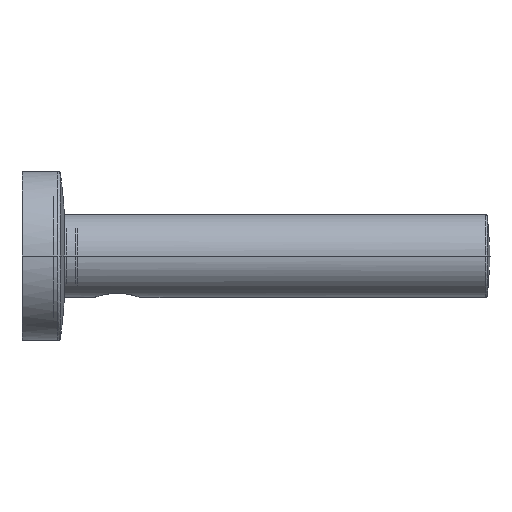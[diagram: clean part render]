
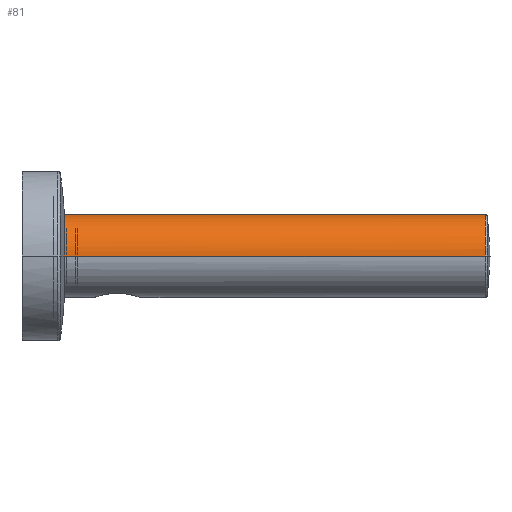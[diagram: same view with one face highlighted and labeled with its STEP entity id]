
A CAD part, left-side view. The second image highlights one B-rep face of the part: STEP entity #81.
In plain terms, the highlighted cylindrical face has radius 11 mm (diameter 22 mm), a partial arc.
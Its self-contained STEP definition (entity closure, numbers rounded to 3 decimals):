
#81=ADVANCED_FACE('',(#217),#1668,.T.);
#217=FACE_OUTER_BOUND('',#344,.T.);
#344=EDGE_LOOP('',(#544,#545,#546,#547,#548,#549,#550,#551));
#544=ORIENTED_EDGE('',*,*,#1006,.T.);
#545=ORIENTED_EDGE('',*,*,#1005,.T.);
#546=ORIENTED_EDGE('',*,*,#1018,.T.);
#547=ORIENTED_EDGE('',*,*,#1004,.T.);
#548=ORIENTED_EDGE('',*,*,#1003,.T.);
#549=ORIENTED_EDGE('',*,*,#1002,.T.);
#550=ORIENTED_EDGE('',*,*,#1001,.T.);
#551=ORIENTED_EDGE('',*,*,#1000,.T.);
#1000=EDGE_CURVE('',#1492,#1490,#1216,.T.);
#1001=EDGE_CURVE('',#1493,#1492,#1386,.T.);
#1002=EDGE_CURVE('',#1487,#1493,#1217,.T.);
#1003=EDGE_CURVE('',#1486,#1487,#1387,.T.);
#1004=EDGE_CURVE('',#1494,#1486,#1218,.T.);
#1005=EDGE_CURVE('',#1491,#1495,#1219,.T.);
#1006=EDGE_CURVE('',#1490,#1491,#1220,.T.);
#1018=EDGE_CURVE('',#1495,#1494,#1227,.T.);
#1216=B_SPLINE_CURVE_WITH_KNOTS('',1,(#3823,#3824),.UNSPECIFIED.,.F.,.F.,
(2,2),(-5.,0.),.UNSPECIFIED.);
#1217=B_SPLINE_CURVE_WITH_KNOTS('',1,(#3830,#3831),.UNSPECIFIED.,.F.,.F.,
(2,2),(-111.5,0.),.UNSPECIFIED.);
#1218=B_SPLINE_CURVE_WITH_KNOTS('',1,(#3837,#3838),.UNSPECIFIED.,.F.,.F.,
(2,2),(-33.5,0.),.UNSPECIFIED.);
#1219=B_SPLINE_CURVE_WITH_KNOTS('',1,(#3839,#3840),.UNSPECIFIED.,.F.,.F.,
(2,2),(-47.,0.),.UNSPECIFIED.);
#1220=B_SPLINE_CURVE_WITH_KNOTS('',3,(#3841,#3842,#3843,#3844,#3845,#3846,
#3847,#3848,#3849,#3850,#3851,#3852,#3853,#3854,#3855,#3856,#3857,#3858,
#3859,#3860),.UNSPECIFIED.,.F.,.F.,(4,1,1,1,1,1,1,1,1,1,1,1,1,1,1,1,1,4),
(0.,1.239,2.477,3.716,4.954,
6.193,7.431,8.67,9.908,11.147,
12.385,13.624,14.862,16.101,17.339,
18.578,19.816,21.055),.UNSPECIFIED.);
#1227=B_SPLINE_CURVE_WITH_KNOTS('',3,(#3934,#3935,#3936,#3937,#3938,#3939,
#3940,#3941,#3942,#3943,#3944,#3945,#3946,#3947,#3948,#3949,#3950,#3951,
#3952,#3953),.UNSPECIFIED.,.F.,.F.,(4,1,1,1,1,1,1,1,1,1,1,1,1,1,1,1,1,4),
(0.,1.239,2.477,3.716,4.954,
6.193,7.431,8.67,9.908,11.147,
12.385,13.624,14.862,16.101,17.339,
18.578,19.816,21.055),.UNSPECIFIED.);
#1386=(
BOUNDED_CURVE()
B_SPLINE_CURVE(2,(#3825,#3826,#3827,#3828,#3829),.UNSPECIFIED.,.F.,.F.)
B_SPLINE_CURVE_WITH_KNOTS((3,2,3),(-34.558,-17.279,
0.),.UNSPECIFIED.)
CURVE()
GEOMETRIC_REPRESENTATION_ITEM()
RATIONAL_B_SPLINE_CURVE((1.,0.707,1.,0.707,1.))
REPRESENTATION_ITEM('')
);
#1387=(
BOUNDED_CURVE()
B_SPLINE_CURVE(2,(#3832,#3833,#3834,#3835,#3836),.UNSPECIFIED.,.F.,.F.)
B_SPLINE_CURVE_WITH_KNOTS((3,2,3),(-34.558,-17.279,
0.),.UNSPECIFIED.)
CURVE()
GEOMETRIC_REPRESENTATION_ITEM()
RATIONAL_B_SPLINE_CURVE((1.,0.707,1.,0.707,1.))
REPRESENTATION_ITEM('')
);
#1486=VERTEX_POINT('',#3768);
#1487=VERTEX_POINT('',#3769);
#1490=VERTEX_POINT('',#3772);
#1491=VERTEX_POINT('',#3773);
#1492=VERTEX_POINT('',#3774);
#1493=VERTEX_POINT('',#3775);
#1494=VERTEX_POINT('',#3776);
#1495=VERTEX_POINT('',#3777);
#1668=CYLINDRICAL_SURFACE('',#1866,11.);
#1866=AXIS2_PLACEMENT_3D('',#2849,#1955,$);
#1955=DIRECTION('',(0.,1.,0.));
#2849=CARTESIAN_POINT('',(0.,55.75,0.));
#3768=CARTESIAN_POINT('',(11.,0.,0.));
#3769=CARTESIAN_POINT('',(-11.,0.,0.));
#3772=CARTESIAN_POINT('',(11.,106.5,0.));
#3773=CARTESIAN_POINT('',(11.,93.5,0.));
#3774=CARTESIAN_POINT('',(11.,111.5,0.));
#3775=CARTESIAN_POINT('',(-11.,111.5,0.));
#3776=CARTESIAN_POINT('',(11.,33.5,0.));
#3777=CARTESIAN_POINT('',(11.,46.5,0.));
#3823=CARTESIAN_POINT('',(11.,111.5,0.));
#3824=CARTESIAN_POINT('',(11.,106.5,0.));
#3825=CARTESIAN_POINT('',(-11.,111.5,0.));
#3826=CARTESIAN_POINT('',(-11.,111.5,-11.));
#3827=CARTESIAN_POINT('',(0.,111.5,-11.));
#3828=CARTESIAN_POINT('',(11.,111.5,-11.));
#3829=CARTESIAN_POINT('',(11.,111.5,0.));
#3830=CARTESIAN_POINT('',(-11.,0.,0.));
#3831=CARTESIAN_POINT('',(-11.,111.5,0.));
#3832=CARTESIAN_POINT('',(11.,0.,0.));
#3833=CARTESIAN_POINT('',(11.,0.,-11.));
#3834=CARTESIAN_POINT('',(0.,0.,-11.));
#3835=CARTESIAN_POINT('',(-11.,0.,-11.));
#3836=CARTESIAN_POINT('',(-11.,0.,0.));
#3837=CARTESIAN_POINT('',(11.,33.5,0.));
#3838=CARTESIAN_POINT('',(11.,0.,0.));
#3839=CARTESIAN_POINT('',(11.,93.5,0.));
#3840=CARTESIAN_POINT('',(11.,46.5,0.));
#3841=CARTESIAN_POINT('',(11.,106.5,0.));
#3842=CARTESIAN_POINT('',(11.,106.5,-0.417));
#3843=CARTESIAN_POINT('',(10.953,106.421,-1.232));
#3844=CARTESIAN_POINT('',(10.754,106.079,-2.405));
#3845=CARTESIAN_POINT('',(10.458,105.543,-3.463));
#3846=CARTESIAN_POINT('',(10.093,104.825,-4.408));
#3847=CARTESIAN_POINT('',(9.701,103.95,-5.208));
#3848=CARTESIAN_POINT('',(9.326,102.926,-5.845));
#3849=CARTESIAN_POINT('',(9.034,101.814,-6.281));
#3850=CARTESIAN_POINT('',(8.868,100.614,-6.508));
#3851=CARTESIAN_POINT('',(8.866,99.416,-6.511));
#3852=CARTESIAN_POINT('',(9.027,98.219,-6.29));
#3853=CARTESIAN_POINT('',(9.316,97.106,-5.861));
#3854=CARTESIAN_POINT('',(9.691,96.074,-5.226));
#3855=CARTESIAN_POINT('',(10.086,95.19,-4.426));
#3856=CARTESIAN_POINT('',(10.455,94.464,-3.475));
#3857=CARTESIAN_POINT('',(10.754,93.923,-2.409));
#3858=CARTESIAN_POINT('',(10.954,93.578,-1.229));
#3859=CARTESIAN_POINT('',(11.,93.5,-0.415));
#3860=CARTESIAN_POINT('',(11.,93.5,0.));
#3934=CARTESIAN_POINT('',(11.,46.5,0.));
#3935=CARTESIAN_POINT('',(11.,46.5,-0.417));
#3936=CARTESIAN_POINT('',(10.953,46.421,-1.232));
#3937=CARTESIAN_POINT('',(10.754,46.079,-2.405));
#3938=CARTESIAN_POINT('',(10.458,45.543,-3.463));
#3939=CARTESIAN_POINT('',(10.093,44.825,-4.408));
#3940=CARTESIAN_POINT('',(9.701,43.95,-5.208));
#3941=CARTESIAN_POINT('',(9.326,42.926,-5.845));
#3942=CARTESIAN_POINT('',(9.034,41.814,-6.281));
#3943=CARTESIAN_POINT('',(8.868,40.614,-6.508));
#3944=CARTESIAN_POINT('',(8.866,39.416,-6.511));
#3945=CARTESIAN_POINT('',(9.027,38.219,-6.29));
#3946=CARTESIAN_POINT('',(9.316,37.106,-5.861));
#3947=CARTESIAN_POINT('',(9.691,36.074,-5.226));
#3948=CARTESIAN_POINT('',(10.086,35.19,-4.426));
#3949=CARTESIAN_POINT('',(10.455,34.464,-3.475));
#3950=CARTESIAN_POINT('',(10.754,33.923,-2.409));
#3951=CARTESIAN_POINT('',(10.954,33.578,-1.229));
#3952=CARTESIAN_POINT('',(11.,33.5,-0.415));
#3953=CARTESIAN_POINT('',(11.,33.5,0.));
